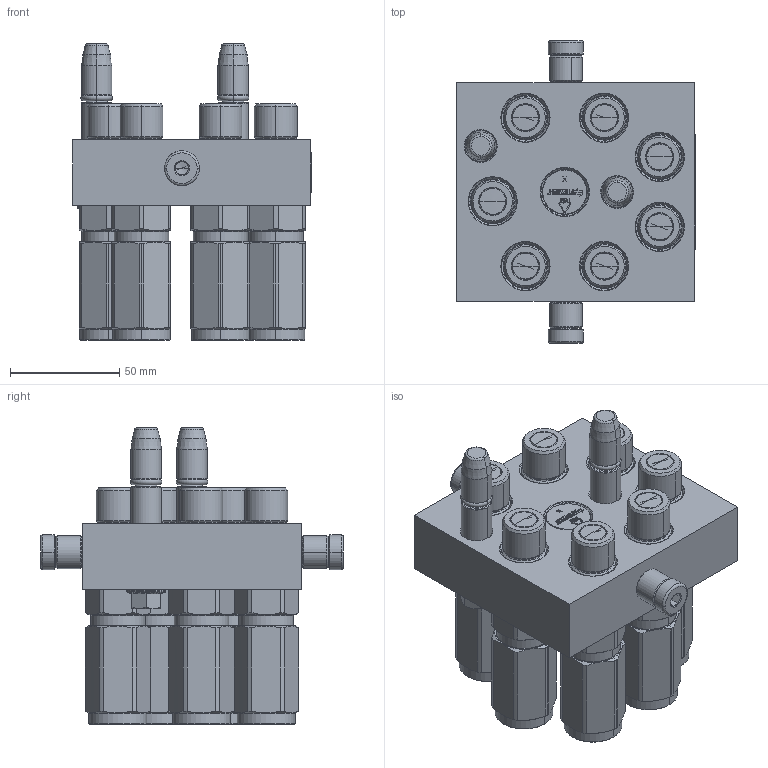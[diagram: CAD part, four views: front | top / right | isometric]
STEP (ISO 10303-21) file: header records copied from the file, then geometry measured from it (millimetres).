
FILE_DESCRIPTION (( 'STEP AP214' ), '1' );
FILE_NAME ('FASTER_DB.step', '2022-01-04T14:45:29', ( '' ), ( '' ), 'SwSTEP 2.0', 'SolidWorks 2017', '' );
FILE_SCHEMA (( 'AUTOMOTIVE_DESIGN' ));
Length unit declared in the file: millimetre
Products named in the file (12): TAPPO_38; 4830_021_0000_000; FASTER_DB; et002; 1540_080_0008_000; 3ffnp38-12g_m; or2_62x9_19_m; 4830_028_1000_011; P5068_M_BASE; 4830_013_3000_030; 4850_010_0000_000
Assembly tree (22 placements, depth 3):
  FASTER_DB
    P5068_M_BASE
      4850_010_0000_000
      4830_021_0000_000  x2
      1540_080_0008_000  x2
      4830_013_3000_030  x2
      4830_028_1000_011  x2
      or2_62x9_19_m  x2
    3ffnp38-12g_m  x7
      3ffnp38-12g_m
    TAPPO_38
    et002
Bounding box: 109.3 x 138.6 x 135.8 mm (x, y, z)
Volume: 8093.1 mm3; surface area: 171109.8 mm2
Topology: 6 solids, 85 shells, 2920 faces, 8504 edges, 5626 vertices
Faces by surface type: plane 1604, cylinder 556, cone 463, torus 172, bspline 119, sphere 6
Entity records: 69653 total; most frequent: CARTESIAN_POINT 15757, ORIENTED_EDGE 9908, DIRECTION 9242, EDGE_CURVE 5074, LINE 3852, VECTOR 3852, VERTEX_POINT 3320, AXIS2_PLACEMENT_3D 2695
